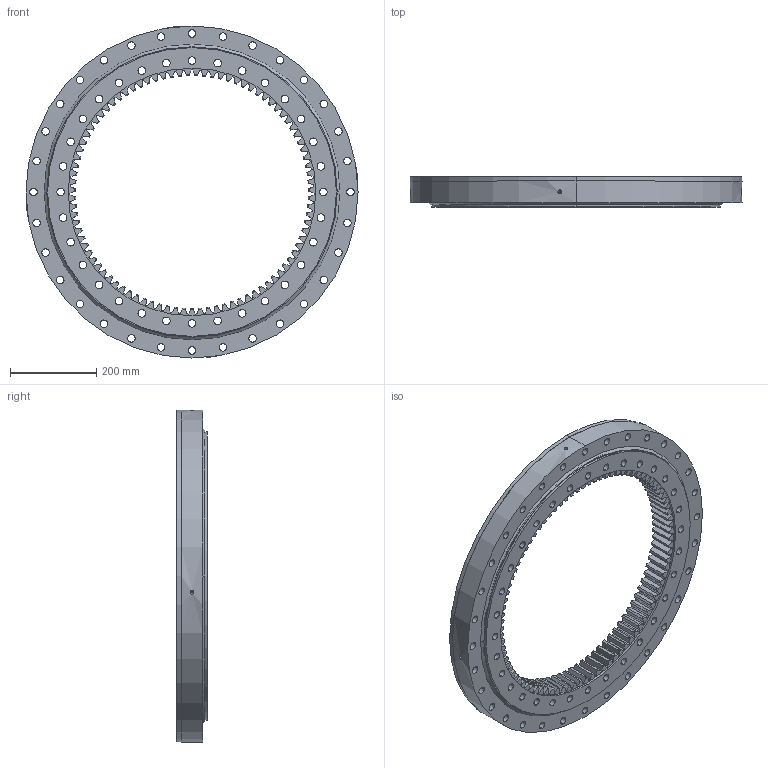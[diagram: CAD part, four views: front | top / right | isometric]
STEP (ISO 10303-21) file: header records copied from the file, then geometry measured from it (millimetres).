
FILE_DESCRIPTION (( 'STEP AP203' ), '1' );
FILE_NAME ('07-0673-00.STEP', '2017-12-27T10:37:11', ( 'defontaine' ), ( 'Hewlett-Packard Company' ), 'SwSTEP 2.0', 'SolidWorks 2016', '' );
FILE_SCHEMA (( 'CONFIG_CONTROL_DESIGN' ));
Length unit declared in the file: millimetre
Products named in the file (1): 07-0673-00
Bounding box: 771 x 70 x 771 mm (x, y, z)
Volume: 11173350.1 mm3; surface area: 1439556.8 mm2
Topology: 5 solids, 5 shells, 769 faces, 2235 edges, 1478 vertices
Faces by surface type: cylinder 339, cone 207, plane 198, torus 25
Entity records: 26799 total; most frequent: CARTESIAN_POINT 6007, ORIENTED_EDGE 4470, DIRECTION 4308, EDGE_CURVE 2235, AXIS2_PLACEMENT_3D 1699, VERTEX_POINT 1478, CIRCLE 929, EDGE_LOOP 915
